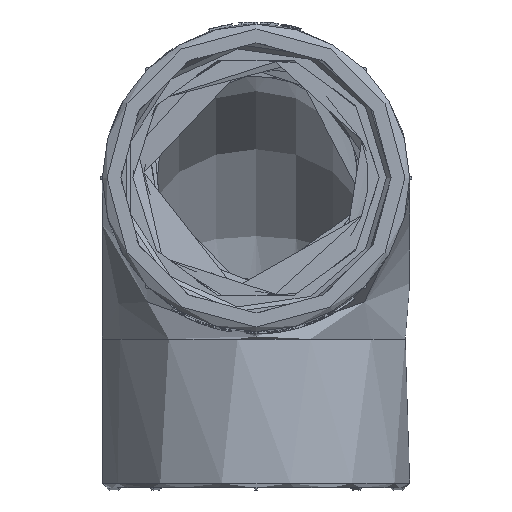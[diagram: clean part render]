
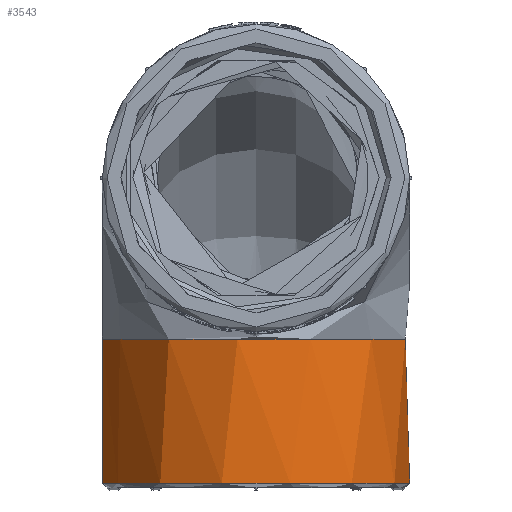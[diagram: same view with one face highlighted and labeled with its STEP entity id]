
A CAD part, front view. The second image highlights one B-rep face of the part: STEP entity #3543.
In plain terms, the highlighted cylindrical face has radius 16.5 mm (diameter 33 mm), a full revolution.
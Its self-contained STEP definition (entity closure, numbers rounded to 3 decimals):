
#3543=ADVANCED_FACE('',(#5611,#5612),#5315,.T.);
#5315=CYLINDRICAL_SURFACE('',#34235,16.5);
#5611=FACE_BOUND('',#5734,.T.);
#5612=FACE_BOUND('',#5735,.T.);
#5734=EDGE_LOOP('',(#15410));
#5735=EDGE_LOOP('',(#15411));
#15410=ORIENTED_EDGE('',*,*,#28906,.T.);
#15411=ORIENTED_EDGE('',*,*,#28956,.F.);
#25491=VERTEX_POINT('',#48581);
#25530=VERTEX_POINT('',#52744);
#28906=EDGE_CURVE('',#25491,#25491,#32835,.T.);
#28956=EDGE_CURVE('',#25530,#25530,#32854,.T.);
#32835=CIRCLE('',#34195,16.5);
#32854=CIRCLE('',#34233,16.5);
#34195=AXIS2_PLACEMENT_3D('',#48580,#38994,#38995);
#34233=AXIS2_PLACEMENT_3D('',#52743,#39070,#39071);
#34235=AXIS2_PLACEMENT_3D('',#52858,#39074,#39075);
#38994=DIRECTION('',(0.,0.,1.));
#38995=DIRECTION('',(-1.,0.,0.));
#39070=DIRECTION('',(0.,0.,1.));
#39071=DIRECTION('',(-1.,0.,0.));
#39074=DIRECTION('',(0.,0.,1.));
#39075=DIRECTION('',(1.,0.,0.));
#48580=CARTESIAN_POINT('',(0.,5.7,-106.45));
#48581=CARTESIAN_POINT('',(-16.5,5.7,-106.45));
#52743=CARTESIAN_POINT('',(0.,5.7,-90.95));
#52744=CARTESIAN_POINT('',(-16.5,5.7,-90.95));
#52858=CARTESIAN_POINT('',(0.,5.7,-101.25));
